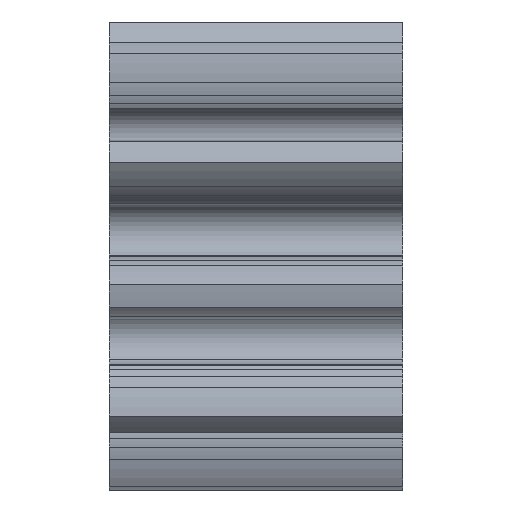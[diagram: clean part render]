
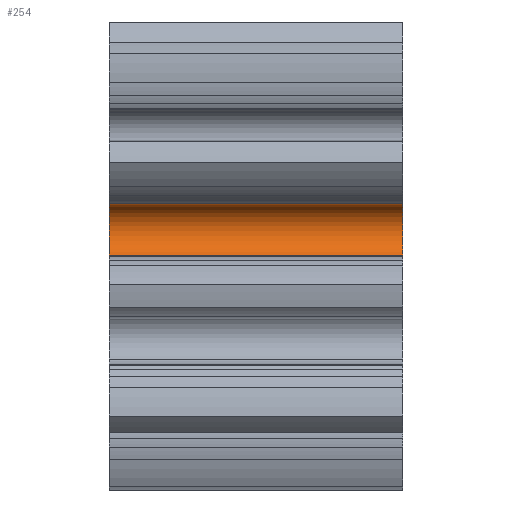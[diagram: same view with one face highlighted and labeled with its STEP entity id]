
A CAD part, top view. The second image highlights one B-rep face of the part: STEP entity #254.
In plain terms, the highlighted cylindrical face has radius 1.423 mm (diameter 2.845 mm), a partial arc.
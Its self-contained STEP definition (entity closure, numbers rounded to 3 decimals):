
#254=ADVANCED_FACE('',(#605),#606,.F.);
#605=FACE_OUTER_BOUND('',#1050,.T.);
#606=CYLINDRICAL_SURFACE('',#1051,1.423);
#1050=EDGE_LOOP('',(#1837,#1838,#1839,#1840));
#1051=AXIS2_PLACEMENT_3D('',#1841,#1842,#1843);
#1837=ORIENTED_EDGE('',*,*,#2806,.T.);
#1838=ORIENTED_EDGE('',*,*,#3023,.F.);
#1839=ORIENTED_EDGE('',*,*,#2801,.T.);
#1840=ORIENTED_EDGE('',*,*,#3079,.F.);
#1841=CARTESIAN_POINT('',(7.5,1.261,8.747));
#1842=DIRECTION('',(-1.0,0.0,0.0));
#1843=DIRECTION('',(0.0,-1.0,0.0));
#2801=EDGE_CURVE('',#3376,#3377,#3378,.T.);
#2806=EDGE_CURVE('',#3385,#3386,#3387,.T.);
#3023=EDGE_CURVE('',#3376,#3386,#3774,.T.);
#3079=EDGE_CURVE('',#3385,#3377,#3849,.T.);
#3376=VERTEX_POINT('',#4237);
#3377=VERTEX_POINT('',#4238);
#3378=LINE('',#4239,#4240);
#3385=VERTEX_POINT('',#4248);
#3386=VERTEX_POINT('',#4249);
#3387=LINE('',#4250,#4251);
#3774=CIRCLE('',#4680,1.423);
#3849=CIRCLE('',#4764,1.423);
#4237=CARTESIAN_POINT('',(15.0,2.683,8.747));
#4238=CARTESIAN_POINT('',(0.0,2.683,8.747));
#4239=CARTESIAN_POINT('',(7.5,2.683,8.747));
#4240=VECTOR('',#5242,1.0);
#4248=CARTESIAN_POINT('',(0.0,-0.162,8.747));
#4249=CARTESIAN_POINT('',(15.0,-0.162,8.747));
#4250=CARTESIAN_POINT('',(7.5,-0.162,8.747));
#4251=VECTOR('',#5250,1.0);
#4680=AXIS2_PLACEMENT_3D('',#5746,#5747,#5748);
#4764=AXIS2_PLACEMENT_3D('',#5842,#5843,#5844);
#5242=DIRECTION('',(-1.0,0.0,0.0));
#5250=DIRECTION('',(1.0,0.0,-0.0));
#5746=CARTESIAN_POINT('',(15.0,1.261,8.747));
#5747=DIRECTION('',(-1.0,-0.0,0.0));
#5748=DIRECTION('',(0.0,-1.0,0.0));
#5842=CARTESIAN_POINT('',(0.0,1.261,8.747));
#5843=DIRECTION('',(1.0,0.0,-0.0));
#5844=DIRECTION('',(0.0,-1.0,0.0));
